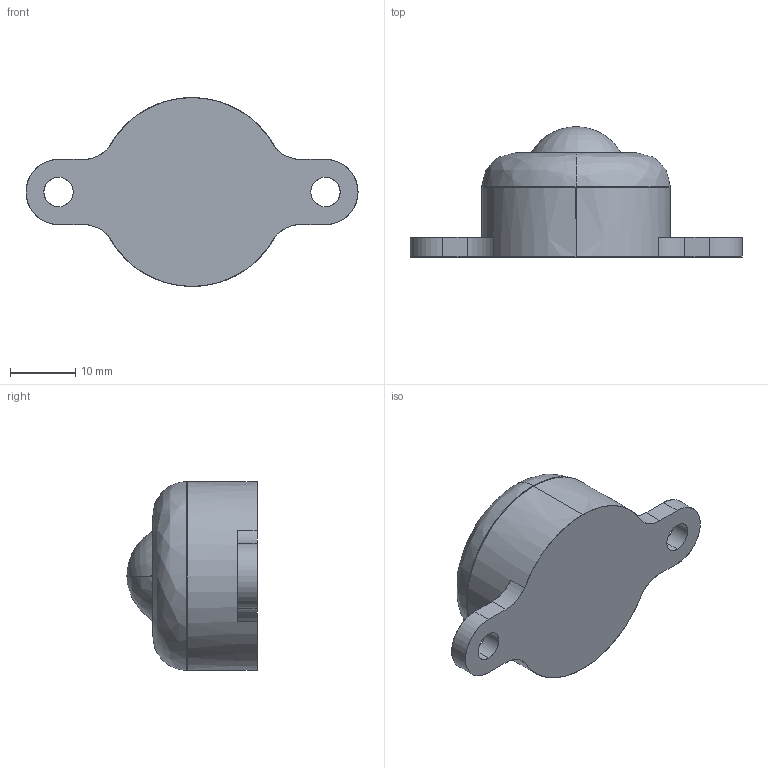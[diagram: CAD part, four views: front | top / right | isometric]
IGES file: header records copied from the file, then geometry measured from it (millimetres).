
Start section: SolidWorks IGES file using analytic representation for surfaces
Global section: file name: K-145-16B.IGS; native system: SolidWorks 2007; preprocessor: SolidWorks 2007; author: 11sw; date: 090810.133134; units: millimetre
Bounding box: 51 x 20 x 29 mm (x, y, z)
Surface area: 3636.7 mm2 (no closed solid volume)
Topology: 0 solids, 0 shells, 28 faces, 632 edges, 631 vertices
Faces by surface type: revolution 16, bspline 12
